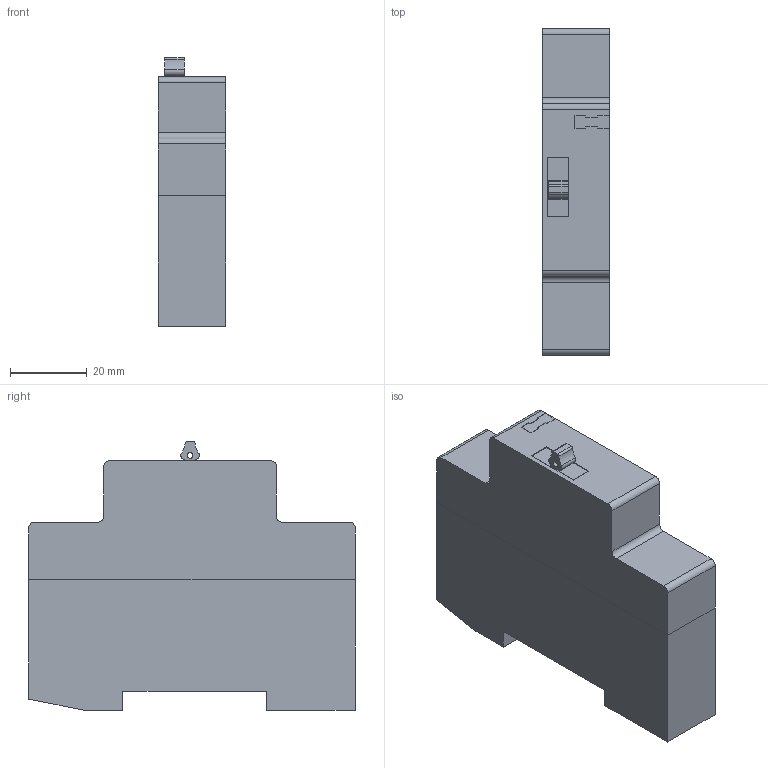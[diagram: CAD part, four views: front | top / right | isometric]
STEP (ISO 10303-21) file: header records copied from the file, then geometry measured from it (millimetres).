
FILE_DESCRIPTION(/* description */ (''),/* implementation_level */ '2;1');
FILE_NAME(/* name */ '3d_CNM2020024.stp',/* time_stamp */ '2016-10-28T08:39:11+02:00',/* author */ ('Andrzej'),/* organization */ (''),/* preprocessor_version */ 'ST-DEVELOPER v15.5',/* originating_system */ 'AutoCAD Mechanical',/* authorisation */ '');
FILE_SCHEMA (('AUTOMOTIVE_DESIGN { 1 0 10303 214 3 1 1 }'));
Length unit declared in the file: millimetre
Products named in the file (1): Product
Bounding box: 17.5 x 85 x 69.95 mm (x, y, z)
Volume: 81897 mm3; surface area: 17792.5 mm2
Topology: 3 solids, 3 shells, 60 faces, 265 edges, 310 vertices
Faces by surface type: plane 45, cylinder 15
Full cylindrical faces by diameter (mm): 1.5 x1
Entity records: 2654 total; most frequent: CARTESIAN_POINT 647, DIRECTION 452, ORIENTED_EDGE 310, LINE 198, VECTOR 198, EDGE_CURVE 155, AXIS2_PLACEMENT_3D 127, TRIMMED_CURVE 109
